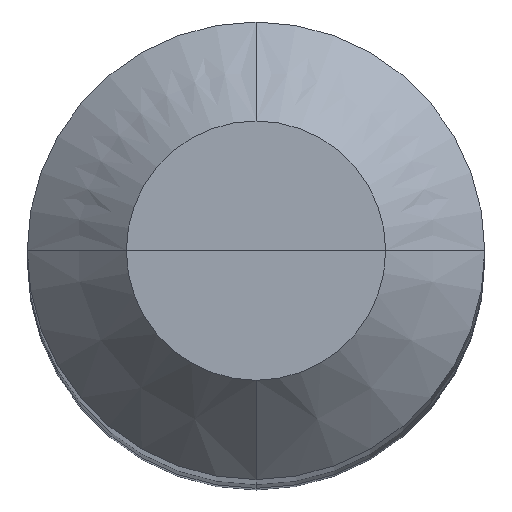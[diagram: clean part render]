
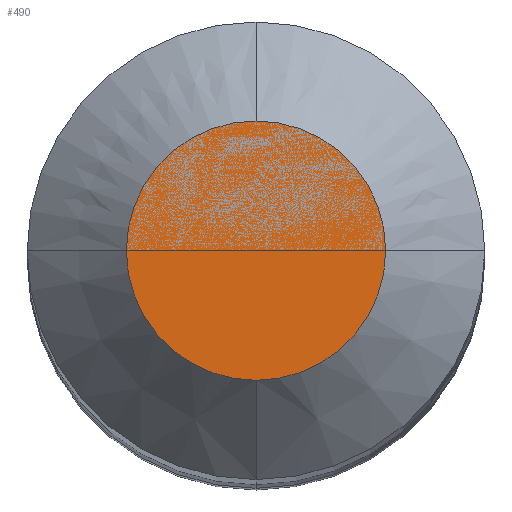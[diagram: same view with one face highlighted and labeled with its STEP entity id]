
A CAD part, top view. The second image highlights one B-rep face of the part: STEP entity #490.
In plain terms, the highlighted face is planar.
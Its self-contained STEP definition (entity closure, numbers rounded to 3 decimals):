
#289=CARTESIAN_POINT('',(0.,0.,0.));
#290=DIRECTION('',(0.,0.,-1.));
#291=DIRECTION('',(0.,1.,0.));
#292=AXIS2_PLACEMENT_3D('',#289,#290,#291);
#297=CARTESIAN_POINT('',(0.,0.,0.));
#298=DIRECTION('',(0.,0.,1.));
#299=DIRECTION('',(0.,1.,0.));
#300=AXIS2_PLACEMENT_3D('',#297,#298,#299);
#306=CARTESIAN_POINT('',(0.,1.7,0.));
#308=VERTEX_POINT('',#306);
#310=CARTESIAN_POINT('',(0.,-1.7,0.));
#312=VERTEX_POINT('',#310);
#481=CARTESIAN_POINT('',(0.,0.,0.));
#482=DIRECTION('',(0.,0.,1.));
#483=DIRECTION('',(0.,-1.,0.));
#484=AXIS2_PLACEMENT_3D('',#481,#482,#483);
#485=PLANE('',#484);
#486=ORIENTED_EDGE('',*,*,#460,.F.);
#487=ORIENTED_EDGE('',*,*,#476,.T.);
#488=EDGE_LOOP('',(#486,#487));
#489=FACE_OUTER_BOUND('',#488,.F.);
#293=CIRCLE('',#292,1.7);
#301=CIRCLE('',#300,1.7);
#460=EDGE_CURVE('',#308,#312,#293,.T.);
#476=EDGE_CURVE('',#308,#312,#301,.T.);
#490=ADVANCED_FACE('',(#489),#485,.F.);
